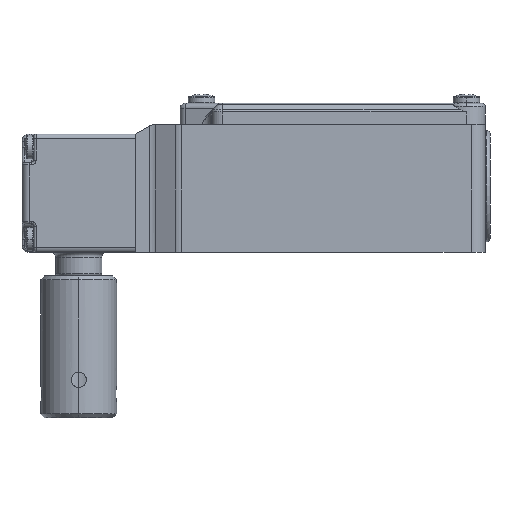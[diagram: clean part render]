
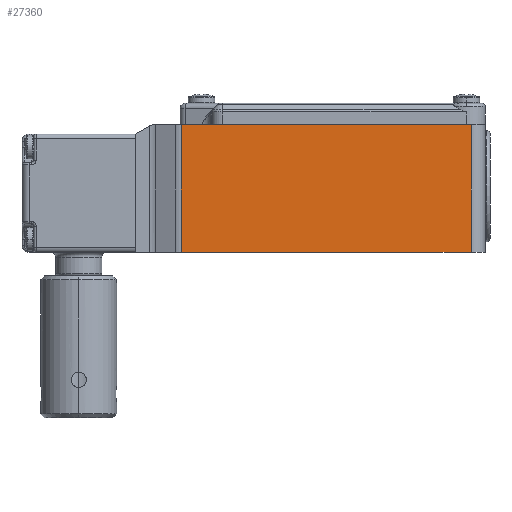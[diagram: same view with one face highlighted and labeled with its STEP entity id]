
A CAD part, left-side view. The second image highlights one B-rep face of the part: STEP entity #27360.
In plain terms, the highlighted planar face has unit normal (-1, 0, 0).
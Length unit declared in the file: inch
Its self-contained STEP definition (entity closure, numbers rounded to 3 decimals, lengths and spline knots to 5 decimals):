
#2228 = CARTESIAN_POINT ( 'NONE',  ( -0.59055, 2.53287, 0. ) ) ;
#3577 = VECTOR ( 'NONE', #29374, 39.37008 ) ;
#4449 = LINE ( 'NONE', #9488, #3577 ) ;
#6256 = EDGE_LOOP ( 'NONE', ( #19045, #24842, #16562, #7198 ) ) ;
#7198 = ORIENTED_EDGE ( 'NONE', *, *, #19903, .T. ) ;
#9488 = CARTESIAN_POINT ( 'NONE',  ( -0.59055, 2.55906, 1.06299 ) ) ;
#10153 = VERTEX_POINT ( 'NONE', #2228 ) ;
#10212 = CARTESIAN_POINT ( 'NONE',  ( -0.59055, 2.55906, -2.77188 ) ) ;
#13050 = DIRECTION ( 'NONE',  ( -1., 0., 0. ) ) ;
#14450 = LINE ( 'NONE', #16257, #16817 ) ;
#15858 = VERTEX_POINT ( 'NONE', #24553 ) ;
#16257 = CARTESIAN_POINT ( 'NONE',  ( -0.59055, 2.53287, -2.77188 ) ) ;
#16562 = ORIENTED_EDGE ( 'NONE', *, *, #20825, .F. ) ;
#16817 = VECTOR ( 'NONE', #19123, 39.37008 ) ;
#17504 = CARTESIAN_POINT ( 'NONE',  ( -0.59055, 2.53287, 1.06299 ) ) ;
#18854 = EDGE_CURVE ( 'NONE', #20093, #27058, #4449, .T. ) ;
#19045 = ORIENTED_EDGE ( 'NONE', *, *, #18854, .F. ) ;
#19123 = DIRECTION ( 'NONE',  ( 0., 0., -1. ) ) ;
#19903 = EDGE_CURVE ( 'NONE', #15858, #27058, #20410, .T. ) ;
#20081 = AXIS2_PLACEMENT_3D ( 'NONE', #10212, #13050, #32943 ) ;
#20093 = VERTEX_POINT ( 'NONE', #17504 ) ;
#20410 = LINE ( 'NONE', #27030, #31081 ) ;
#20825 = EDGE_CURVE ( 'NONE', #15858, #10153, #34539, .T. ) ;
#23759 = CARTESIAN_POINT ( 'NONE',  ( -0.59055, 0.11811, 1.06299 ) ) ;
#24183 = DIRECTION ( 'NONE',  ( 0., 0., 1. ) ) ;
#24553 = CARTESIAN_POINT ( 'NONE',  ( -0.59055, 0.11811, 0. ) ) ;
#24842 = ORIENTED_EDGE ( 'NONE', *, *, #29420, .T. ) ;
#26122 = VECTOR ( 'NONE', #29378, 39.37008 ) ;
#27030 = CARTESIAN_POINT ( 'NONE',  ( -0.59055, 0.11811, 1.06299 ) ) ;
#27058 = VERTEX_POINT ( 'NONE', #23759 ) ;
#27233 = PLANE ( 'NONE',  #20081 ) ;
#27360 = ADVANCED_FACE ( 'NONE', ( #35102 ), #27233, .T. ) ;
#29374 = DIRECTION ( 'NONE',  ( 0., -1., 0. ) ) ;
#29378 = DIRECTION ( 'NONE',  ( 0., 1., 0. ) ) ;
#29420 = EDGE_CURVE ( 'NONE', #20093, #10153, #14450, .T. ) ;
#31081 = VECTOR ( 'NONE', #24183, 39.37008 ) ;
#32943 = DIRECTION ( 'NONE',  ( 0., 0., 1. ) ) ;
#34539 = LINE ( 'NONE', #35072, #26122 ) ;
#35072 = CARTESIAN_POINT ( 'NONE',  ( -0.59055, 2.55906, 0. ) ) ;
#35102 = FACE_OUTER_BOUND ( 'NONE', #6256, .T. ) ;
